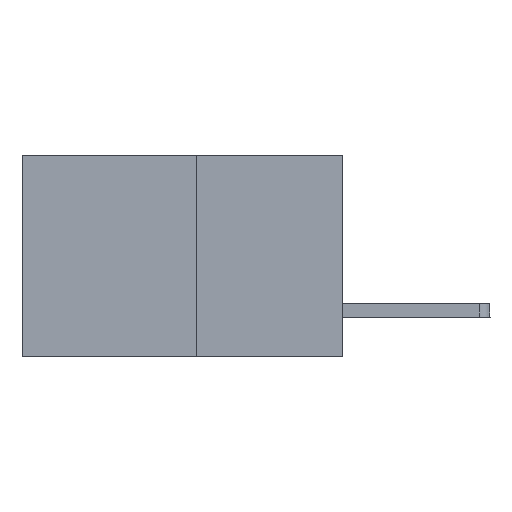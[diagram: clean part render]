
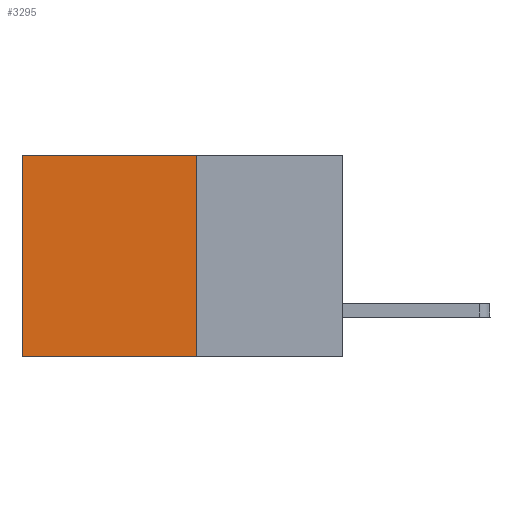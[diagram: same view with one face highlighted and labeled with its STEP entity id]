
A CAD part, left-side view. The second image highlights one B-rep face of the part: STEP entity #3295.
In plain terms, the highlighted planar face has unit normal (-1, 0, 0).
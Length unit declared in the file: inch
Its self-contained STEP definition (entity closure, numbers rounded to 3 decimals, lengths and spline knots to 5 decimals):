
#33 = ORIENTED_EDGE ( 'NONE', *, *, #5108, .T. ) ;
#166 = DIRECTION ( 'NONE',  ( 0., 0., -1. ) ) ;
#326 = DIRECTION ( 'NONE',  ( 0., 0., -1. ) ) ;
#811 = CARTESIAN_POINT ( 'NONE',  ( 0.277, 0.59, -0.37 ) ) ;
#1169 = VECTOR ( 'NONE', #2855, 39.37008 ) ;
#1178 = AXIS2_PLACEMENT_3D ( 'NONE', #5800, #4384, #326 ) ;
#1581 = PLANE ( 'NONE',  #1178 ) ;
#1606 = CARTESIAN_POINT ( 'NONE',  ( 0.277, 0.27, -0.37 ) ) ;
#2855 = DIRECTION ( 'NONE',  ( 0., 0., -1. ) ) ;
#2929 = EDGE_CURVE ( 'NONE', #8561, #2940, #3673, .T. ) ;
#2940 = VERTEX_POINT ( 'NONE', #1606 ) ;
#3240 = LINE ( 'NONE', #6030, #6171 ) ;
#3295 = ADVANCED_FACE ( 'NONE', ( #8742 ), #1581, .F. ) ;
#3313 = ORIENTED_EDGE ( 'NONE', *, *, #6638, .T. ) ;
#3543 = CARTESIAN_POINT ( 'NONE',  ( 0.277, 0.59, -0.37 ) ) ;
#3673 = LINE ( 'NONE', #6467, #4696 ) ;
#4230 = LINE ( 'NONE', #3543, #1169 ) ;
#4384 = DIRECTION ( 'NONE',  ( 1., 0., 0. ) ) ;
#4439 = VERTEX_POINT ( 'NONE', #811 ) ;
#4505 = ORIENTED_EDGE ( 'NONE', *, *, #6676, .F. ) ;
#4545 = CARTESIAN_POINT ( 'NONE',  ( 0.277, 0.27, -0.37 ) ) ;
#4696 = VECTOR ( 'NONE', #166, 39.37008 ) ;
#4705 = ORIENTED_EDGE ( 'NONE', *, *, #2929, .F. ) ;
#5108 = EDGE_CURVE ( 'NONE', #8561, #6733, #3240, .T. ) ;
#5264 = DIRECTION ( 'NONE',  ( 0., 1., 0. ) ) ;
#5800 = CARTESIAN_POINT ( 'NONE',  ( 0.277, 0.27, -0.37 ) ) ;
#6030 = CARTESIAN_POINT ( 'NONE',  ( 0.277, 0.27, 0. ) ) ;
#6171 = VECTOR ( 'NONE', #8135, 39.37008 ) ;
#6467 = CARTESIAN_POINT ( 'NONE',  ( 0.277, 0.27, -0.37 ) ) ;
#6638 = EDGE_CURVE ( 'NONE', #6733, #4439, #4230, .T. ) ;
#6652 = CARTESIAN_POINT ( 'NONE',  ( 0.277, 0.59, 0. ) ) ;
#6676 = EDGE_CURVE ( 'NONE', #2940, #4439, #8771, .T. ) ;
#6733 = VERTEX_POINT ( 'NONE', #6652 ) ;
#7216 = CARTESIAN_POINT ( 'NONE',  ( 0.277, 0.27, 0. ) ) ;
#7673 = EDGE_LOOP ( 'NONE', ( #3313, #4505, #4705, #33 ) ) ;
#8135 = DIRECTION ( 'NONE',  ( 0., 1., 0. ) ) ;
#8366 = VECTOR ( 'NONE', #5264, 39.37008 ) ;
#8561 = VERTEX_POINT ( 'NONE', #7216 ) ;
#8742 = FACE_OUTER_BOUND ( 'NONE', #7673, .T. ) ;
#8771 = LINE ( 'NONE', #4545, #8366 ) ;
